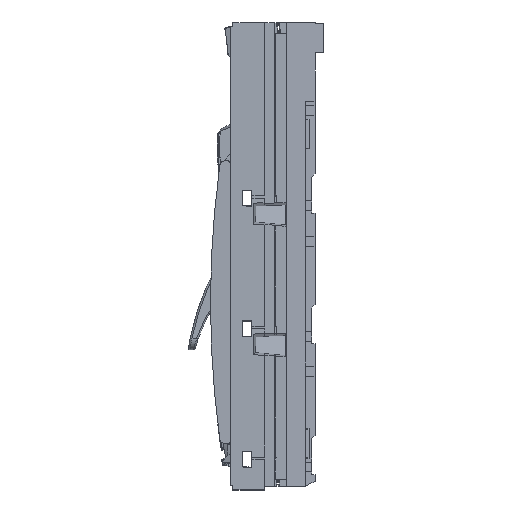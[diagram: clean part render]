
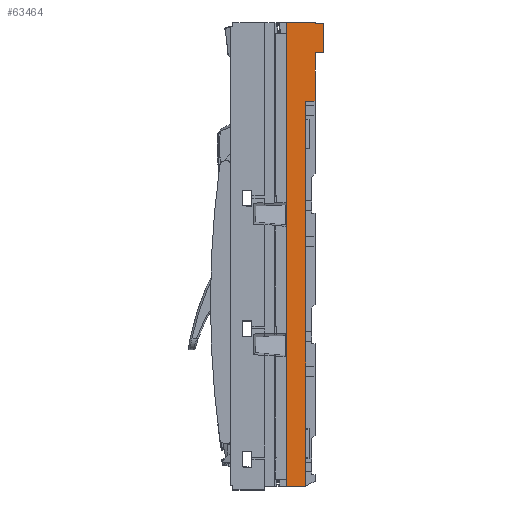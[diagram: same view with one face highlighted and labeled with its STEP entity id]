
A CAD part, left-side view. The second image highlights one B-rep face of the part: STEP entity #63464.
In plain terms, the highlighted planar face has unit normal (-1, -0.009, 0).
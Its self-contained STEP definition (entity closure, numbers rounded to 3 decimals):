
#57561=CARTESIAN_POINT('',(2.022,19.837,3.723));
#57562=CARTESIAN_POINT('',(2.021,20.015,3.721));
#57563=CARTESIAN_POINT('',(2.019,20.192,3.722));
#57564=CARTESIAN_POINT('',(2.017,20.369,3.721));
#57569=DIRECTION('',(0.,0.,-1.));
#57570=VECTOR('',#57569,21.468);
#57571=CARTESIAN_POINT('',(2.017,20.369,3.721));
#57572=LINE('',#57571,#57570);
#57576=DIRECTION('',(-0.009,1.,-0.009));
#57577=VECTOR('',#57576,1.043);
#57578=CARTESIAN_POINT('',(2.017,20.369,
-17.748));
#57579=LINE('',#57578,#57577);
#57583=DIRECTION('',(0.,0.,1.));
#57584=VECTOR('',#57583,25.866);
#57585=CARTESIAN_POINT('',(2.008,21.412,
-17.757));
#57586=LINE('',#57585,#57584);
#57590=DIRECTION('',(0.009,-1.,-0.009));
#57591=VECTOR('',#57590,2.047);
#57592=CARTESIAN_POINT('',(2.008,21.412,8.109));
#57593=LINE('',#57592,#57591);
#57604=DIRECTION('',(0.009,-1.,0.004));
#57605=VECTOR('',#57604,0.472);
#57606=CARTESIAN_POINT('',(2.022,19.837,6.434));
#57607=LINE('',#57606,#57605);
#57639=DIRECTION('',(0.,0.,1.));
#57640=VECTOR('',#57639,2.711);
#57641=CARTESIAN_POINT('',(2.022,19.837,3.723));
#57642=LINE('',#57641,#57640);
#62527=DIRECTION('',(0.,0.,1.));
#62528=VECTOR('',#62527,1.655);
#62529=CARTESIAN_POINT('',(2.026,19.365,6.437));
#62530=LINE('',#62529,#62528);
#62541=CARTESIAN_POINT('',(2.008,21.412,
-17.757));
#62542=CARTESIAN_POINT('',(2.008,21.412,8.109));
#62543=VERTEX_POINT('',#62541);
#62544=VERTEX_POINT('',#62542);
#62545=CARTESIAN_POINT('',(2.026,19.365,8.092));
#62546=VERTEX_POINT('',#62545);
#62669=CARTESIAN_POINT('',(2.022,19.837,6.434));
#62670=CARTESIAN_POINT('',(2.026,19.365,6.437));
#62671=VERTEX_POINT('',#62669);
#62672=VERTEX_POINT('',#62670);
#62673=CARTESIAN_POINT('',(2.022,19.837,3.723));
#62674=VERTEX_POINT('',#62673);
#62675=VERTEX_POINT('',#57564);
#62676=CARTESIAN_POINT('',(2.017,20.369,
-17.748));
#62677=VERTEX_POINT('',#62676);
#63441=CARTESIAN_POINT('',(2.022,19.821,8.05));
#63442=DIRECTION('',(1.,0.009,0.));
#63443=DIRECTION('',(0.,0.,-1.));
#63444=AXIS2_PLACEMENT_3D('',#63441,#63442,#63443);
#63445=PLANE('',#63444);
#63447=ORIENTED_EDGE('',*,*,#63446,.F.);
#63449=ORIENTED_EDGE('',*,*,#63448,.F.);
#63451=ORIENTED_EDGE('',*,*,#63450,.T.);
#63453=ORIENTED_EDGE('',*,*,#63452,.T.);
#63455=ORIENTED_EDGE('',*,*,#63454,.T.);
#63457=ORIENTED_EDGE('',*,*,#63456,.T.);
#63459=ORIENTED_EDGE('',*,*,#63458,.T.);
#63461=ORIENTED_EDGE('',*,*,#63460,.F.);
#63462=EDGE_LOOP('',(#63447,#63449,#63451,#63453,#63455,#63457,#63459,#63461));
#63463=FACE_OUTER_BOUND('',#63462,.F.);
#57565=B_SPLINE_CURVE_WITH_KNOTS('',3,(#57561,#57562,#57563,#57564),
.UNSPECIFIED.,.F.,.F.,(4,4),(0.,1.),.UNSPECIFIED.);
#63446=EDGE_CURVE('',#62671,#62672,#57607,.T.);
#63448=EDGE_CURVE('',#62674,#62671,#57642,.T.);
#63450=EDGE_CURVE('',#62674,#62675,#57565,.T.);
#63452=EDGE_CURVE('',#62675,#62677,#57572,.T.);
#63454=EDGE_CURVE('',#62677,#62543,#57579,.T.);
#63456=EDGE_CURVE('',#62543,#62544,#57586,.T.);
#63458=EDGE_CURVE('',#62544,#62546,#57593,.T.);
#63460=EDGE_CURVE('',#62672,#62546,#62530,.T.);
#63464=ADVANCED_FACE('',(#63463),#63445,.F.);
